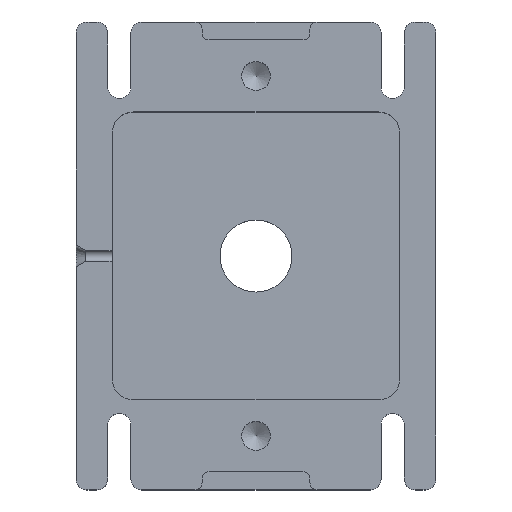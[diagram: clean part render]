
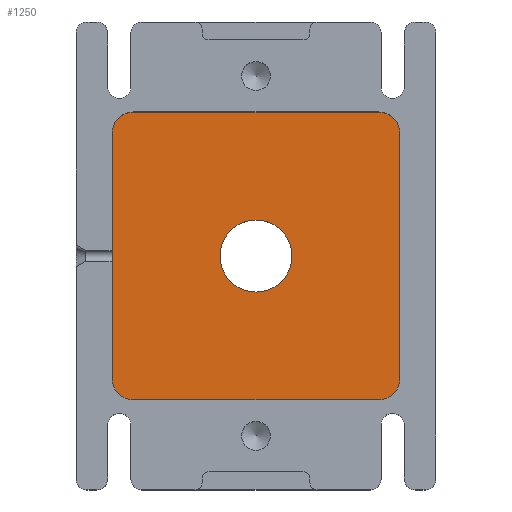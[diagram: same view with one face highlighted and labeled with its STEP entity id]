
A CAD part, top view. The second image highlights one B-rep face of the part: STEP entity #1250.
In plain terms, the highlighted planar face has unit normal (0, 0, 1).
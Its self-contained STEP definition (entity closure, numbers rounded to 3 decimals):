
#59=LINE('',#1813,#177);
#149=LINE('',#2086,#267);
#152=LINE('',#2092,#270);
#155=LINE('',#2098,#273);
#177=VECTOR('',#1430,1000.);
#267=VECTOR('',#1686,1000.);
#270=VECTOR('',#1691,1000.);
#273=VECTOR('',#1696,1000.);
#546=ORIENTED_EDGE('',*,*,#808,.T.);
#547=ORIENTED_EDGE('',*,*,#800,.T.);
#548=ORIENTED_EDGE('',*,*,#809,.T.);
#549=ORIENTED_EDGE('',*,*,#662,.T.);
#550=ORIENTED_EDGE('',*,*,#810,.T.);
#551=ORIENTED_EDGE('',*,*,#803,.T.);
#552=ORIENTED_EDGE('',*,*,#811,.T.);
#553=ORIENTED_EDGE('',*,*,#806,.T.);
#554=ORIENTED_EDGE('',*,*,#812,.T.);
#662=EDGE_CURVE('',#846,#845,#59,.T.);
#800=EDGE_CURVE('',#946,#945,#149,.T.);
#803=EDGE_CURVE('',#948,#947,#152,.T.);
#806=EDGE_CURVE('',#950,#949,#155,.T.);
#808=EDGE_CURVE('',#951,#951,#1017,.T.);
#809=EDGE_CURVE('',#945,#846,#1018,.T.);
#810=EDGE_CURVE('',#845,#948,#1019,.T.);
#811=EDGE_CURVE('',#947,#950,#1020,.T.);
#812=EDGE_CURVE('',#949,#946,#1021,.T.);
#845=VERTEX_POINT('',#1812);
#846=VERTEX_POINT('',#1814);
#945=VERTEX_POINT('',#2085);
#946=VERTEX_POINT('',#2087);
#947=VERTEX_POINT('',#2091);
#948=VERTEX_POINT('',#2093);
#949=VERTEX_POINT('',#2097);
#950=VERTEX_POINT('',#2099);
#951=VERTEX_POINT('',#2103);
#1017=CIRCLE('',#1379,10.);
#1018=CIRCLE('',#1380,6.);
#1019=CIRCLE('',#1381,6.);
#1020=CIRCLE('',#1382,6.);
#1021=CIRCLE('',#1383,6.);
#1074=EDGE_LOOP('',(#546));
#1075=EDGE_LOOP('',(#547,#548,#549,#550,#551,#552,#553,#554));
#1147=FACE_BOUND('',#1074,.T.);
#1148=FACE_BOUND('',#1075,.T.);
#1203=PLANE('',#1378);
#1250=ADVANCED_FACE('',(#1147,#1148),#1203,.T.);
#1378=AXIS2_PLACEMENT_3D('',#2101,#1698,#1699);
#1379=AXIS2_PLACEMENT_3D('',#2102,#1700,#1701);
#1380=AXIS2_PLACEMENT_3D('',#2104,#1702,#1703);
#1381=AXIS2_PLACEMENT_3D('',#2105,#1704,#1705);
#1382=AXIS2_PLACEMENT_3D('',#2106,#1706,#1707);
#1383=AXIS2_PLACEMENT_3D('',#2107,#1708,#1709);
#1430=DIRECTION('',(0.,-1.,0.));
#1686=DIRECTION('',(-1.,0.,0.));
#1691=DIRECTION('',(1.,0.,0.));
#1696=DIRECTION('',(0.,1.,0.));
#1698=DIRECTION('',(0.,0.,1.));
#1699=DIRECTION('',(1.,0.,0.));
#1700=DIRECTION('',(0.,0.,-1.));
#1701=DIRECTION('',(0.,1.,0.));
#1702=DIRECTION('',(0.,0.,1.));
#1703=DIRECTION('',(1.,0.,0.));
#1704=DIRECTION('',(0.,0.,1.));
#1705=DIRECTION('',(1.,0.,0.));
#1706=DIRECTION('',(0.,0.,1.));
#1707=DIRECTION('',(1.,0.,0.));
#1708=DIRECTION('',(0.,0.,1.));
#1709=DIRECTION('',(1.,0.,0.));
#1812=CARTESIAN_POINT('',(-40.,-34.,4.));
#1813=CARTESIAN_POINT('',(-40.,40.,4.));
#1814=CARTESIAN_POINT('',(-40.,34.,4.));
#2085=CARTESIAN_POINT('',(-34.,40.,4.));
#2086=CARTESIAN_POINT('',(40.,40.,4.));
#2087=CARTESIAN_POINT('',(34.,40.,4.));
#2091=CARTESIAN_POINT('',(34.,-40.,4.));
#2092=CARTESIAN_POINT('',(-40.,-40.,4.));
#2093=CARTESIAN_POINT('',(-34.,-40.,4.));
#2097=CARTESIAN_POINT('',(40.,34.,4.));
#2098=CARTESIAN_POINT('',(40.,-40.,4.));
#2099=CARTESIAN_POINT('',(40.,-34.,4.));
#2101=CARTESIAN_POINT('',(0.,0.,4.));
#2102=CARTESIAN_POINT('',(0.,0.,4.));
#2103=CARTESIAN_POINT('',(0.,10.,4.));
#2104=CARTESIAN_POINT('',(-34.,34.,4.));
#2105=CARTESIAN_POINT('',(-34.,-34.,4.));
#2106=CARTESIAN_POINT('',(34.,-34.,4.));
#2107=CARTESIAN_POINT('',(34.,34.,4.));
